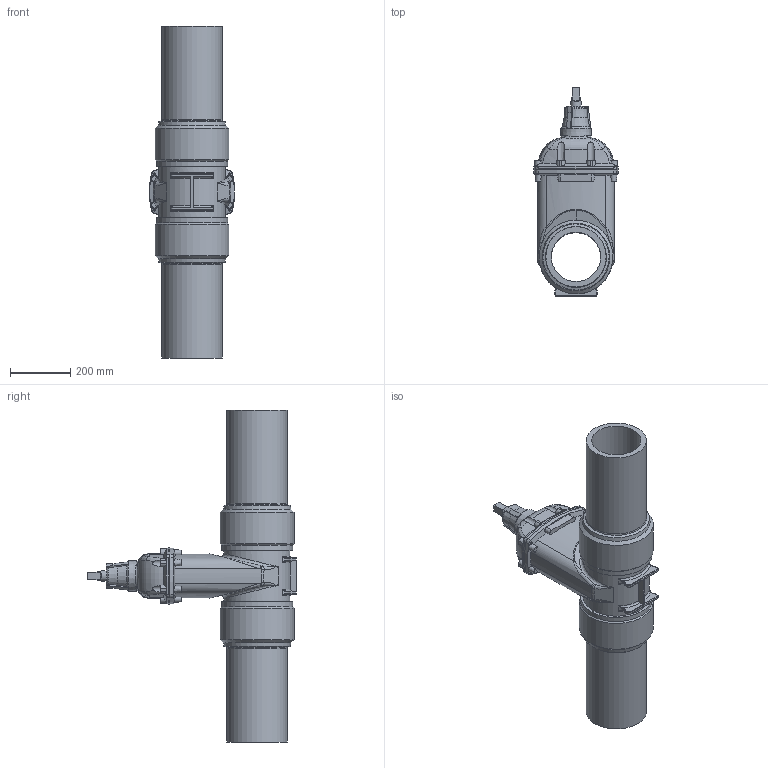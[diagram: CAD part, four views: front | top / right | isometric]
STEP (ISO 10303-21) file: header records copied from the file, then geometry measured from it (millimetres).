
FILE_DESCRIPTION (( 'STEP AP203' ), '1' );
FILE_NAME ('O_36_90_DN200_200mm.STEP', '2015-02-02T07:28:17', ( 'ken' ), ( '' ), 'SwSTEP 2.0', 'SolidWorks 2012', '' );
FILE_SCHEMA (( 'CONFIG_CONTROL_DESIGN' ));
Length unit declared in the file: millimetre
Products named in the file (1): O_36_90_DN200_200mm
Bounding box: 281.55 x 692 x 1101 mm (x, y, z)
Volume: 28125656.2 mm3; surface area: 1651460.6 mm2
Topology: 1 solids, 1 shells, 309 faces, 806 edges, 488 vertices
Faces by surface type: cone 91, plane 71, bspline 58, cylinder 46, torus 43
Full cylindrical faces by diameter (mm): 36 x1, 163.636 x1, 200 x2, 220 x1, 236 x2, 245 x2
Entity records: 14643 total; most frequent: CARTESIAN_POINT 7894, ORIENTED_EDGE 1516, DIRECTION 1260, EDGE_CURVE 758, AXIS2_PLACEMENT_3D 555, VERTEX_POINT 477, EDGE_LOOP 337, FACE_OUTER_BOUND 318
